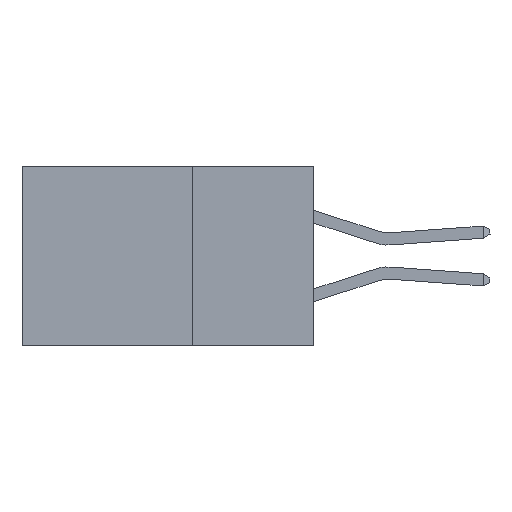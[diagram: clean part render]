
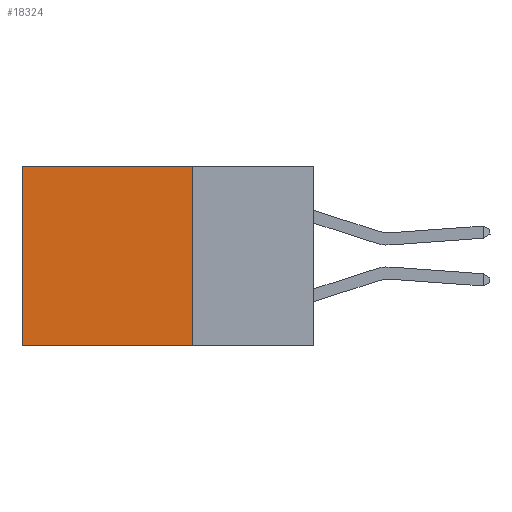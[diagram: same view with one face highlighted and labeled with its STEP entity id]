
A CAD part, left-side view. The second image highlights one B-rep face of the part: STEP entity #18324.
In plain terms, the highlighted planar face has unit normal (-1, 0, 0).
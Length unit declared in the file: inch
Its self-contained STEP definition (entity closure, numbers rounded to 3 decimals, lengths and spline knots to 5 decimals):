
#844 = VERTEX_POINT ( 'NONE', #3524 ) ;
#1244 = ORIENTED_EDGE ( 'NONE', *, *, #6738, .F. ) ;
#1311 = DIRECTION ( 'NONE',  ( 0., 1., 0. ) ) ;
#1564 = VECTOR ( 'NONE', #7886, 39.37008 ) ;
#1962 = EDGE_CURVE ( 'NONE', #3128, #844, #4358, .T. ) ;
#2063 = ORIENTED_EDGE ( 'NONE', *, *, #16268, .T. ) ;
#2868 = ORIENTED_EDGE ( 'NONE', *, *, #1962, .T. ) ;
#2892 = CARTESIAN_POINT ( 'NONE',  ( 0.2875, 0.25, 0. ) ) ;
#3128 = VERTEX_POINT ( 'NONE', #3429 ) ;
#3426 = DIRECTION ( 'NONE',  ( 1., 0., 0. ) ) ;
#3429 = CARTESIAN_POINT ( 'NONE',  ( 0.2875, 0.6, 0. ) ) ;
#3524 = CARTESIAN_POINT ( 'NONE',  ( 0.2875, 0.6, -0.37 ) ) ;
#3624 = CARTESIAN_POINT ( 'NONE',  ( 0.2875, 0.25, 0. ) ) ;
#3633 = EDGE_LOOP ( 'NONE', ( #2868, #1244, #17791, #2063 ) ) ;
#4358 = LINE ( 'NONE', #11866, #15018 ) ;
#6351 = FACE_OUTER_BOUND ( 'NONE', #3633, .T. ) ;
#6462 = PLANE ( 'NONE',  #7973 ) ;
#6738 = EDGE_CURVE ( 'NONE', #16990, #844, #8328, .T. ) ;
#7886 = DIRECTION ( 'NONE',  ( 0., 1., 0. ) ) ;
#7973 = AXIS2_PLACEMENT_3D ( 'NONE', #11017, #3426, #12643 ) ;
#8109 = DIRECTION ( 'NONE',  ( 0., 0., -1. ) ) ;
#8294 = CARTESIAN_POINT ( 'NONE',  ( 0.2875, 0.25, -0.37 ) ) ;
#8328 = LINE ( 'NONE', #8294, #1564 ) ;
#10243 = DIRECTION ( 'NONE',  ( 0., 0., -1. ) ) ;
#10750 = LINE ( 'NONE', #2892, #19934 ) ;
#11017 = CARTESIAN_POINT ( 'NONE',  ( 0.2875, 0.25, 0. ) ) ;
#11866 = CARTESIAN_POINT ( 'NONE',  ( 0.2875, 0.6, 0. ) ) ;
#12124 = VERTEX_POINT ( 'NONE', #3624 ) ;
#12539 = CARTESIAN_POINT ( 'NONE',  ( 0.2875, 0.25, 0. ) ) ;
#12643 = DIRECTION ( 'NONE',  ( 0., 0., -1. ) ) ;
#15018 = VECTOR ( 'NONE', #10243, 39.37008 ) ;
#15267 = EDGE_CURVE ( 'NONE', #12124, #16990, #16600, .T. ) ;
#16268 = EDGE_CURVE ( 'NONE', #12124, #3128, #10750, .T. ) ;
#16600 = LINE ( 'NONE', #12539, #17075 ) ;
#16990 = VERTEX_POINT ( 'NONE', #19988 ) ;
#17075 = VECTOR ( 'NONE', #8109, 39.37008 ) ;
#17791 = ORIENTED_EDGE ( 'NONE', *, *, #15267, .F. ) ;
#18324 = ADVANCED_FACE ( 'NONE', ( #6351 ), #6462, .F. ) ;
#19934 = VECTOR ( 'NONE', #1311, 39.37008 ) ;
#19988 = CARTESIAN_POINT ( 'NONE',  ( 0.2875, 0.25, -0.37 ) ) ;
